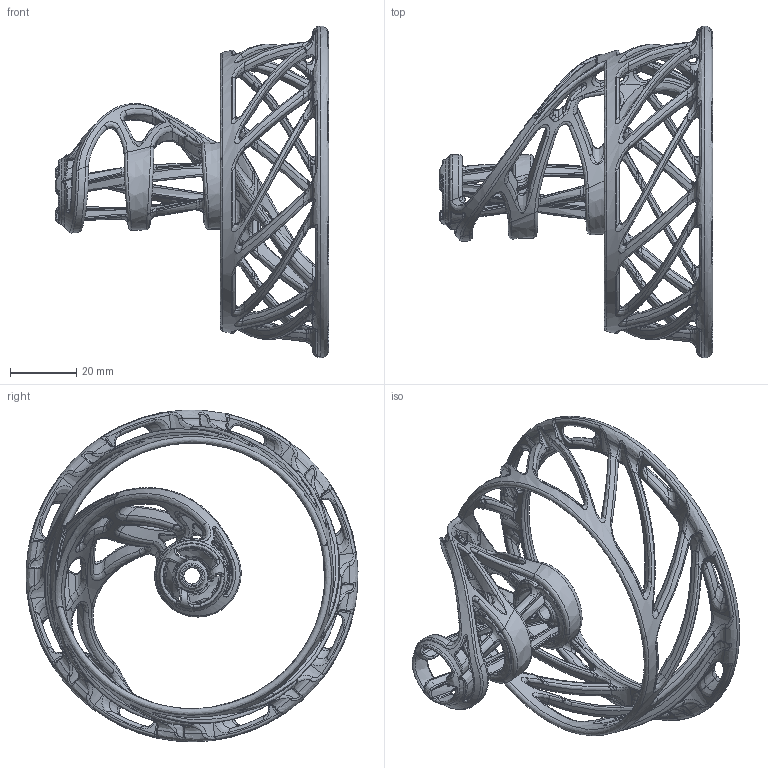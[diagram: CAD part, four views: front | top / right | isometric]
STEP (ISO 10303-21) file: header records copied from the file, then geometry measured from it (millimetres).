
FILE_DESCRIPTION(('FreeCAD Model'),'2;1');
FILE_NAME('Open CASCADE Shape Model','2025-05-04T10:51:12',('FreeCAD'),( 'FreeCAD'),'Open CASCADE STEP processor 7.6','FreeCAD','Unknown');
FILE_SCHEMA(('AUTOMOTIVE_DESIGN { 1 0 10303 214 1 1 1 1 }'));
Products named in the file (1): Open CASCADE STEP translator 7.6 1
Bounding box: 82.5 x 99.97 x 99.92 mm (x, y, z)
Volume: 28233 mm3; surface area: 27025.5 mm2
Topology: 1 solids, 1 shells, 1543 faces, 3914 edges, 2265 vertices
Faces by surface type: bspline 1543
Entity records: 89337 total; most frequent: CARTESIAN_POINT 65283, ORIENTED_EDGE 7792, EDGE_CURVE 3896, B_SPLINE_CURVE_WITH_KNOTS 3896, VERTEX_POINT 2261, FACE_BOUND 1553, EDGE_LOOP 1553, ADVANCED_FACE 1543
